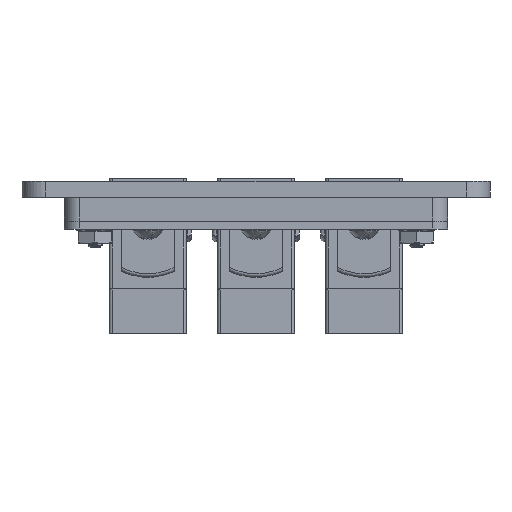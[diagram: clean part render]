
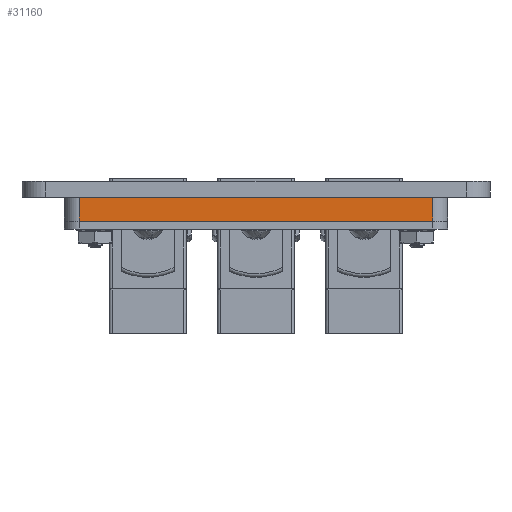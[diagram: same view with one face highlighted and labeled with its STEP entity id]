
A CAD part, front view. The second image highlights one B-rep face of the part: STEP entity #31160.
In plain terms, the highlighted planar face has unit normal (0, -1, 0).
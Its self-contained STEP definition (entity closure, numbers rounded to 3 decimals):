
#996 = CARTESIAN_POINT ( 'NONE',  ( -184.479, 49.022, 4.572 ) ) ;
#1223 = CARTESIAN_POINT ( 'NONE',  ( -184.479, 49.022, 0. ) ) ;
#2961 = EDGE_CURVE ( 'NONE', #5102, #9494, #27486, .T. ) ;
#3029 = AXIS2_PLACEMENT_3D ( 'NONE', #11568, #8945, #17202 ) ;
#3667 = LINE ( 'NONE', #9490, #21635 ) ;
#3991 = DIRECTION ( 'NONE',  ( 0., 0., -1. ) ) ;
#4991 = DIRECTION ( 'NONE',  ( 0., 0., -1. ) ) ;
#5102 = VERTEX_POINT ( 'NONE', #1223 ) ;
#5189 = EDGE_LOOP ( 'NONE', ( #20441, #20469, #34776, #34689 ) ) ;
#6685 = DIRECTION ( 'NONE',  ( 1., 0., 0. ) ) ;
#8945 = DIRECTION ( 'NONE',  ( 0., 1., 0. ) ) ;
#9490 = CARTESIAN_POINT ( 'NONE',  ( -184.479, 49.022, 4.572 ) ) ;
#9494 = VERTEX_POINT ( 'NONE', #17972 ) ;
#9615 = VERTEX_POINT ( 'NONE', #17348 ) ;
#11568 = CARTESIAN_POINT ( 'NONE',  ( -184.479, 49.022, 4.572 ) ) ;
#12201 = EDGE_CURVE ( 'NONE', #9615, #9494, #19267, .T. ) ;
#13351 = VECTOR ( 'NONE', #3991, 1000. ) ;
#17202 = DIRECTION ( 'NONE',  ( 0., 0., 1. ) ) ;
#17348 = CARTESIAN_POINT ( 'NONE',  ( -116.597, 49.022, 4.572 ) ) ;
#17972 = CARTESIAN_POINT ( 'NONE',  ( -116.597, 49.022, 0. ) ) ;
#18657 = LINE ( 'NONE', #996, #13351 ) ;
#19267 = LINE ( 'NONE', #30748, #21268 ) ;
#20441 = ORIENTED_EDGE ( 'NONE', *, *, #2961, .T. ) ;
#20469 = ORIENTED_EDGE ( 'NONE', *, *, #12201, .F. ) ;
#21268 = VECTOR ( 'NONE', #4991, 1000. ) ;
#21464 = CARTESIAN_POINT ( 'NONE',  ( -184.479, 49.022, 0. ) ) ;
#21635 = VECTOR ( 'NONE', #6685, 1000. ) ;
#24417 = VECTOR ( 'NONE', #36122, 1000. ) ;
#27486 = LINE ( 'NONE', #21464, #24417 ) ;
#29709 = EDGE_CURVE ( 'NONE', #30880, #9615, #3667, .T. ) ;
#30748 = CARTESIAN_POINT ( 'NONE',  ( -116.597, 49.022, 4.572 ) ) ;
#30880 = VERTEX_POINT ( 'NONE', #32519 ) ;
#31160 = ADVANCED_FACE ( 'NONE', ( #32795 ), #35427, .F. ) ;
#32519 = CARTESIAN_POINT ( 'NONE',  ( -184.479, 49.022, 4.572 ) ) ;
#32795 = FACE_OUTER_BOUND ( 'NONE', #5189, .T. ) ;
#34689 = ORIENTED_EDGE ( 'NONE', *, *, #37165, .T. ) ;
#34776 = ORIENTED_EDGE ( 'NONE', *, *, #29709, .F. ) ;
#35427 = PLANE ( 'NONE',  #3029 ) ;
#36122 = DIRECTION ( 'NONE',  ( 1., 0., 0. ) ) ;
#37165 = EDGE_CURVE ( 'NONE', #30880, #5102, #18657, .T. ) ;
